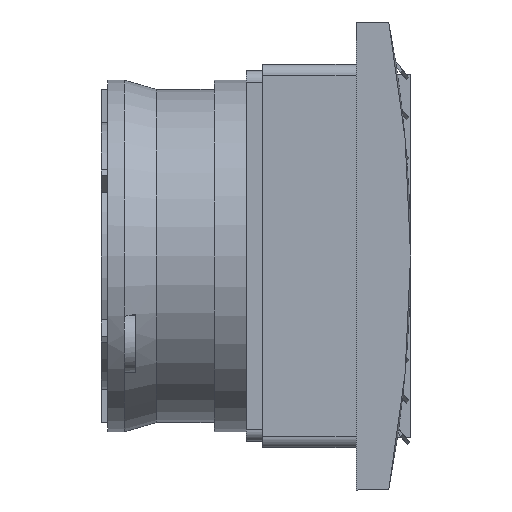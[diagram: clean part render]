
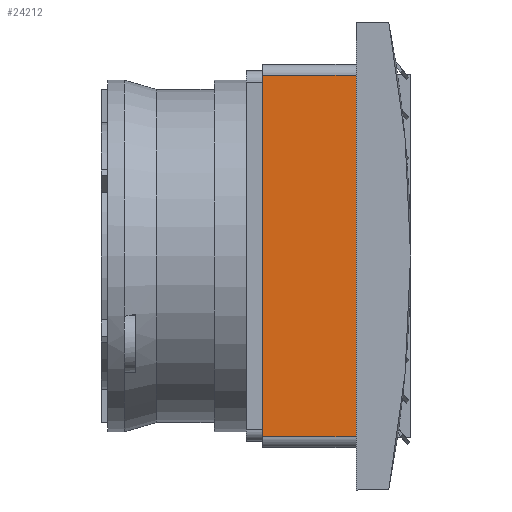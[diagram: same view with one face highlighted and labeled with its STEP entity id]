
A CAD part, left-side view. The second image highlights one B-rep face of the part: STEP entity #24212.
In plain terms, the highlighted planar face has unit normal (-1, 0, 0).
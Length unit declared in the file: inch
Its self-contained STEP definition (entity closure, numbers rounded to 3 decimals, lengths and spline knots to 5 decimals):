
#848 = CARTESIAN_POINT ( 'NONE',  ( -3.46457, 0., 3.26772 ) ) ;
#1118 = CARTESIAN_POINT ( 'NONE',  ( -3.46457, 0., 0. ) ) ;
#2295 = EDGE_CURVE ( 'NONE', #9329, #21062, #15509, .T. ) ;
#5566 = CARTESIAN_POINT ( 'NONE',  ( -3.46457, 0., -3.26772 ) ) ;
#7690 = AXIS2_PLACEMENT_3D ( 'NONE', #26131, #15586, #11293 ) ;
#9329 = VERTEX_POINT ( 'NONE', #848 ) ;
#10221 = ORIENTED_EDGE ( 'NONE', *, *, #2295, .T. ) ;
#10742 = DIRECTION ( 'NONE',  ( 0., 0., -1. ) ) ;
#11170 = VECTOR ( 'NONE', #24373, 39.37008 ) ;
#11293 = DIRECTION ( 'NONE',  ( 0., -1., 0. ) ) ;
#11419 = FACE_OUTER_BOUND ( 'NONE', #23498, .T. ) ;
#12361 = VERTEX_POINT ( 'NONE', #5566 ) ;
#13814 = CARTESIAN_POINT ( 'NONE',  ( -3.46457, 1.69291, -3.26772 ) ) ;
#14954 = LINE ( 'NONE', #17080, #23965 ) ;
#15509 = LINE ( 'NONE', #17842, #11170 ) ;
#15586 = DIRECTION ( 'NONE',  ( -1., 0., 0. ) ) ;
#16419 = ORIENTED_EDGE ( 'NONE', *, *, #20917, .T. ) ;
#17080 = CARTESIAN_POINT ( 'NONE',  ( -3.46457, 1.69291, 0. ) ) ;
#17193 = LINE ( 'NONE', #25449, #24515 ) ;
#17623 = PLANE ( 'NONE',  #7690 ) ;
#17842 = CARTESIAN_POINT ( 'NONE',  ( -3.46457, 0., 3.26772 ) ) ;
#18038 = DIRECTION ( 'NONE',  ( 0., 0., 1. ) ) ;
#19275 = DIRECTION ( 'NONE',  ( 0., -1., 0. ) ) ;
#20191 = LINE ( 'NONE', #1118, #22513 ) ;
#20917 = EDGE_CURVE ( 'NONE', #21062, #24376, #14954, .T. ) ;
#21062 = VERTEX_POINT ( 'NONE', #21671 ) ;
#21490 = ORIENTED_EDGE ( 'NONE', *, *, #25837, .T. ) ;
#21671 = CARTESIAN_POINT ( 'NONE',  ( -3.46457, 1.69291, 3.26772 ) ) ;
#22513 = VECTOR ( 'NONE', #18038, 39.37008 ) ;
#22670 = EDGE_CURVE ( 'NONE', #12361, #9329, #20191, .T. ) ;
#23498 = EDGE_LOOP ( 'NONE', ( #24701, #10221, #16419, #21490 ) ) ;
#23965 = VECTOR ( 'NONE', #10742, 39.37008 ) ;
#24212 = ADVANCED_FACE ( 'FACE9', ( #11419 ), #17623, .T. ) ;
#24373 = DIRECTION ( 'NONE',  ( 0., 1., 0. ) ) ;
#24376 = VERTEX_POINT ( 'NONE', #13814 ) ;
#24515 = VECTOR ( 'NONE', #19275, 39.37008 ) ;
#24701 = ORIENTED_EDGE ( 'NONE', *, *, #22670, .T. ) ;
#25449 = CARTESIAN_POINT ( 'NONE',  ( -3.46457, 0., -3.26772 ) ) ;
#25837 = EDGE_CURVE ( 'NONE', #24376, #12361, #17193, .T. ) ;
#26131 = CARTESIAN_POINT ( 'NONE',  ( -3.46457, 0., 0. ) ) ;
